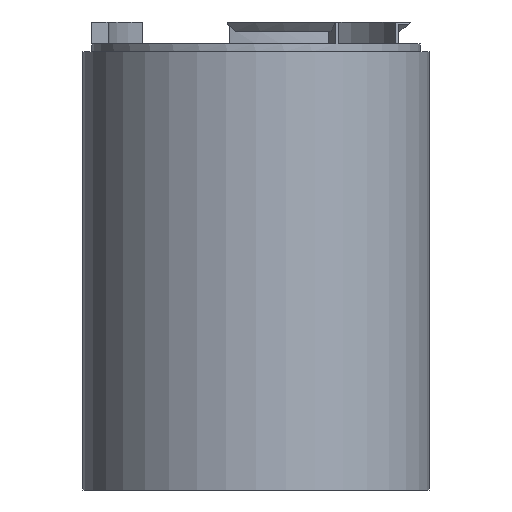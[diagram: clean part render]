
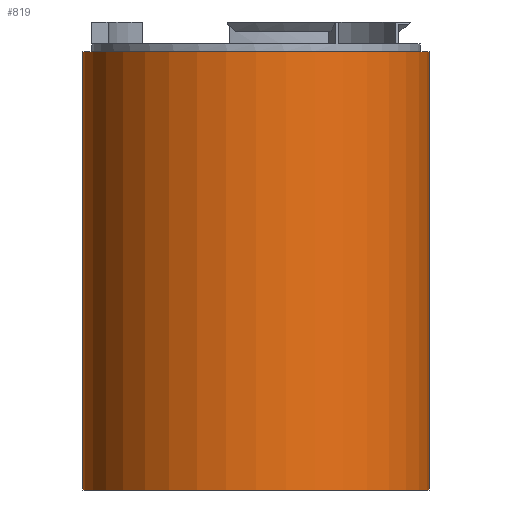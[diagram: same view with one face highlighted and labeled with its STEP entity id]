
A CAD part, front view. The second image highlights one B-rep face of the part: STEP entity #819.
In plain terms, the highlighted cylindrical face has radius 79 mm (diameter 158 mm), a full revolution.
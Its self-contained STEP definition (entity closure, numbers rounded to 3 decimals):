
#98=FACE_OUTER_BOUND('',#141,.T.);
#141=EDGE_LOOP('',(#756,#757,#758,#759));
#178=CIRCLE('',#909,79.);
#179=CIRCLE('',#910,79.);
#258=LINE('',#2377,#320);
#320=VECTOR('',#1124,79.);
#400=VERTEX_POINT('',#2374);
#401=VERTEX_POINT('',#2376);
#521=EDGE_CURVE('',#400,#400,#178,.T.);
#522=EDGE_CURVE('',#400,#401,#258,.T.);
#523=EDGE_CURVE('',#401,#401,#179,.T.);
#756=ORIENTED_EDGE('',*,*,#521,.F.);
#757=ORIENTED_EDGE('',*,*,#522,.T.);
#758=ORIENTED_EDGE('',*,*,#523,.T.);
#759=ORIENTED_EDGE('',*,*,#522,.F.);
#778=CYLINDRICAL_SURFACE('',#908,79.);
#819=ADVANCED_FACE('',(#98),#778,.T.);
#908=AXIS2_PLACEMENT_3D('',#2373,#1120,#1121);
#909=AXIS2_PLACEMENT_3D('',#2375,#1122,#1123);
#910=AXIS2_PLACEMENT_3D('',#2378,#1125,#1126);
#1120=DIRECTION('center_axis',(0.,0.,1.));
#1121=DIRECTION('ref_axis',(1.,0.,0.));
#1122=DIRECTION('center_axis',(0.,0.,1.));
#1123=DIRECTION('ref_axis',(1.,0.,0.));
#1124=DIRECTION('',(0.,0.,-1.));
#1125=DIRECTION('center_axis',(0.,0.,1.));
#1126=DIRECTION('ref_axis',(1.,0.,0.));
#2373=CARTESIAN_POINT('Origin',(0.,0.,0.));
#2374=CARTESIAN_POINT('',(-79.,0.,200.));
#2375=CARTESIAN_POINT('Origin',(0.,0.,200.));
#2376=CARTESIAN_POINT('',(-79.,0.,0.));
#2377=CARTESIAN_POINT('',(-79.,0.,0.));
#2378=CARTESIAN_POINT('Origin',(0.,0.,0.));
